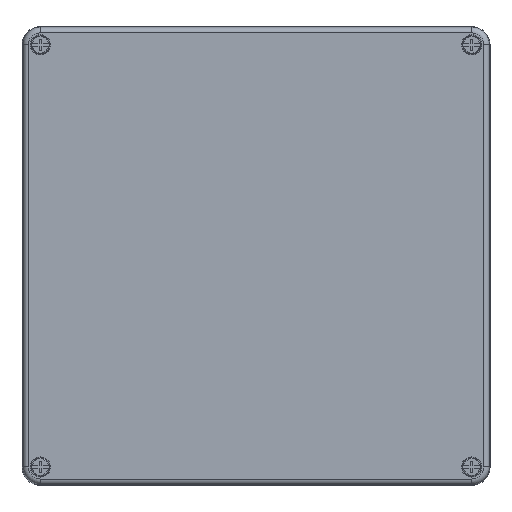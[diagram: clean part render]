
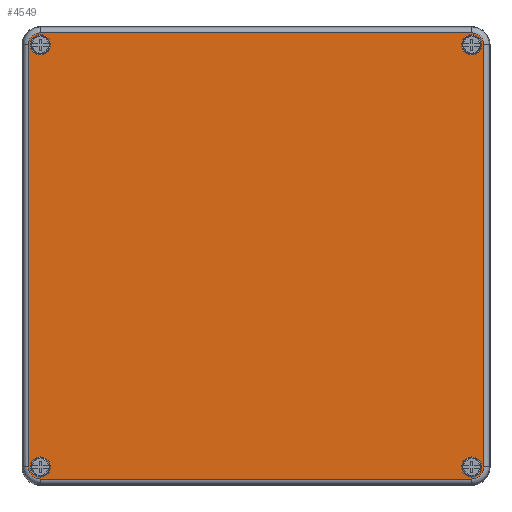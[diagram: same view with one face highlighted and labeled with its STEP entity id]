
A CAD part, top view. The second image highlights one B-rep face of the part: STEP entity #4549.
In plain terms, the highlighted face is planar.
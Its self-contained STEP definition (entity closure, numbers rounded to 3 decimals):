
#56=FACE_BOUND('',#1471,.T.);
#57=FACE_BOUND('',#1472,.T.);
#58=FACE_BOUND('',#1473,.T.);
#59=FACE_BOUND('',#1474,.T.);
#164=PLANE('',#4953);
#402=LINE('',#7225,#746);
#403=LINE('',#7227,#747);
#405=LINE('',#7232,#749);
#406=LINE('',#7234,#750);
#746=VECTOR('',#5662,1000.);
#747=VECTOR('',#5665,1000.);
#749=VECTOR('',#5673,1000.);
#750=VECTOR('',#5676,1000.);
#1164=FACE_OUTER_BOUND('',#1470,.T.);
#1470=EDGE_LOOP('',(#3365,#3366,#3367,#3368,#3369,#3370,#3371,#3372));
#1471=EDGE_LOOP('',(#3373));
#1472=EDGE_LOOP('',(#3374));
#1473=EDGE_LOOP('',(#3375));
#1474=EDGE_LOOP('',(#3376));
#1898=CIRCLE('',#4927,6.559);
#1900=CIRCLE('',#4931,6.559);
#1904=CIRCLE('',#4937,6.559);
#1910=CIRCLE('',#4946,6.559);
#1912=CIRCLE('',#4954,5.5);
#1913=CIRCLE('',#4955,5.5);
#1914=CIRCLE('',#4956,5.5);
#1915=CIRCLE('',#4957,5.5);
#2210=VERTEX_POINT('',#7183);
#2211=VERTEX_POINT('',#7185);
#2212=VERTEX_POINT('',#7192);
#2213=VERTEX_POINT('',#7193);
#2215=VERTEX_POINT('',#7202);
#2216=VERTEX_POINT('',#7203);
#2220=VERTEX_POINT('',#7218);
#2221=VERTEX_POINT('',#7220);
#2222=VERTEX_POINT('',#7235);
#2223=VERTEX_POINT('',#7237);
#2224=VERTEX_POINT('',#7239);
#2225=VERTEX_POINT('',#7241);
#2665=EDGE_CURVE('',#2210,#2211,#1898,.T.);
#2669=EDGE_CURVE('',#2212,#2213,#1900,.T.);
#2674=EDGE_CURVE('',#2215,#2216,#1904,.T.);
#2683=EDGE_CURVE('',#2220,#2221,#1910,.T.);
#2686=EDGE_CURVE('',#2211,#2213,#402,.T.);
#2687=EDGE_CURVE('',#2220,#2215,#403,.T.);
#2689=EDGE_CURVE('',#2212,#2216,#405,.T.);
#2690=EDGE_CURVE('',#2210,#2221,#406,.T.);
#2691=EDGE_CURVE('',#2222,#2222,#1912,.T.);
#2692=EDGE_CURVE('',#2223,#2223,#1913,.T.);
#2693=EDGE_CURVE('',#2224,#2224,#1914,.T.);
#2694=EDGE_CURVE('',#2225,#2225,#1915,.T.);
#3365=ORIENTED_EDGE('',*,*,#2689,.F.);
#3366=ORIENTED_EDGE('',*,*,#2669,.T.);
#3367=ORIENTED_EDGE('',*,*,#2686,.F.);
#3368=ORIENTED_EDGE('',*,*,#2665,.F.);
#3369=ORIENTED_EDGE('',*,*,#2690,.T.);
#3370=ORIENTED_EDGE('',*,*,#2683,.F.);
#3371=ORIENTED_EDGE('',*,*,#2687,.T.);
#3372=ORIENTED_EDGE('',*,*,#2674,.T.);
#3373=ORIENTED_EDGE('',*,*,#2691,.T.);
#3374=ORIENTED_EDGE('',*,*,#2692,.T.);
#3375=ORIENTED_EDGE('',*,*,#2693,.T.);
#3376=ORIENTED_EDGE('',*,*,#2694,.T.);
#4549=ADVANCED_FACE('',(#1164,#56,#57,#58,#59),#164,.F.);
#4927=AXIS2_PLACEMENT_3D('',#7186,#5611,#5612);
#4931=AXIS2_PLACEMENT_3D('',#7194,#5621,#5622);
#4937=AXIS2_PLACEMENT_3D('',#7204,#5634,#5635);
#4946=AXIS2_PLACEMENT_3D('',#7221,#5655,#5656);
#4953=AXIS2_PLACEMENT_3D('',#7233,#5674,#5675);
#4954=AXIS2_PLACEMENT_3D('',#7236,#5677,#5678);
#4955=AXIS2_PLACEMENT_3D('',#7238,#5679,#5680);
#4956=AXIS2_PLACEMENT_3D('',#7240,#5681,#5682);
#4957=AXIS2_PLACEMENT_3D('',#7242,#5683,#5684);
#5611=DIRECTION('center_axis',(0.,0.,1.));
#5612=DIRECTION('ref_axis',(1.,0.,0.));
#5621=DIRECTION('center_axis',(0.,0.,-1.));
#5622=DIRECTION('ref_axis',(-1.,0.,0.));
#5634=DIRECTION('center_axis',(0.,0.,-1.));
#5635=DIRECTION('ref_axis',(-1.,0.,0.));
#5655=DIRECTION('center_axis',(0.,0.,1.));
#5656=DIRECTION('ref_axis',(1.,0.,0.));
#5662=DIRECTION('',(-1.,0.,0.));
#5665=DIRECTION('',(-1.,0.,0.));
#5673=DIRECTION('',(0.,-1.,0.));
#5674=DIRECTION('center_axis',(0.,0.,1.));
#5675=DIRECTION('ref_axis',(1.,0.,0.));
#5676=DIRECTION('',(0.,-1.,0.));
#5677=DIRECTION('center_axis',(0.,0.,1.));
#5678=DIRECTION('ref_axis',(1.,0.,0.));
#5679=DIRECTION('center_axis',(0.,0.,1.));
#5680=DIRECTION('ref_axis',(1.,0.,0.));
#5681=DIRECTION('center_axis',(0.,0.,1.));
#5682=DIRECTION('ref_axis',(1.,0.,0.));
#5683=DIRECTION('center_axis',(0.,0.,1.));
#5684=DIRECTION('ref_axis',(1.,0.,0.));
#7183=CARTESIAN_POINT('',(124.059,115.,0.));
#7185=CARTESIAN_POINT('',(117.5,121.559,0.));
#7186=CARTESIAN_POINT('Origin',(117.5,115.,0.));
#7192=CARTESIAN_POINT('',(-124.059,115.,0.));
#7193=CARTESIAN_POINT('',(-117.5,121.559,0.));
#7194=CARTESIAN_POINT('Origin',(-117.5,115.,0.));
#7202=CARTESIAN_POINT('',(-117.5,-121.559,0.));
#7203=CARTESIAN_POINT('',(-124.059,-115.,0.));
#7204=CARTESIAN_POINT('Origin',(-117.5,-115.,0.));
#7218=CARTESIAN_POINT('',(117.5,-121.559,0.));
#7220=CARTESIAN_POINT('',(124.059,-115.,0.));
#7221=CARTESIAN_POINT('Origin',(117.5,-115.,0.));
#7225=CARTESIAN_POINT('',(117.5,121.559,0.));
#7227=CARTESIAN_POINT('',(117.5,-121.559,0.));
#7232=CARTESIAN_POINT('',(-124.059,115.,0.));
#7233=CARTESIAN_POINT('Origin',(124.059,115.,0.));
#7234=CARTESIAN_POINT('',(124.059,115.,0.));
#7235=CARTESIAN_POINT('',(123.,115.,0.));
#7236=CARTESIAN_POINT('Origin',(117.5,115.,0.));
#7237=CARTESIAN_POINT('',(-112.,115.,0.));
#7238=CARTESIAN_POINT('Origin',(-117.5,115.,0.));
#7239=CARTESIAN_POINT('',(-112.,-115.,0.));
#7240=CARTESIAN_POINT('Origin',(-117.5,-115.,0.));
#7241=CARTESIAN_POINT('',(123.,-115.,0.));
#7242=CARTESIAN_POINT('Origin',(117.5,-115.,0.));
